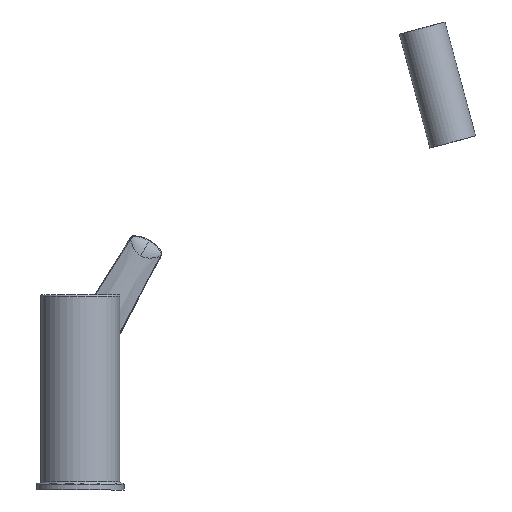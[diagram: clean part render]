
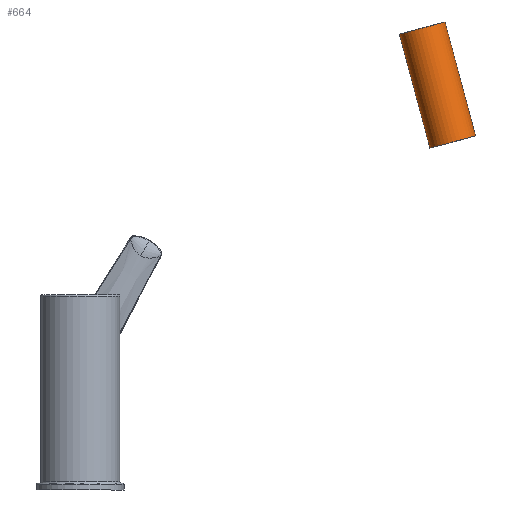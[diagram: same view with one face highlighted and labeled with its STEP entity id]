
A CAD part, front view. The second image highlights one B-rep face of the part: STEP entity #664.
In plain terms, the highlighted cylindrical face has radius 14 mm (diameter 28 mm), a full revolution.
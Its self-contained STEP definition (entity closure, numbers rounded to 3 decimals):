
#72=CYLINDRICAL_SURFACE('',#794,14.);
#190=ORIENTED_EDGE('',*,*,#360,.T.);
#191=ORIENTED_EDGE('',*,*,#359,.T.);
#359=EDGE_CURVE('',#450,#450,#512,.T.);
#360=EDGE_CURVE('',#451,#451,#513,.T.);
#450=VERTEX_POINT('',#1593);
#451=VERTEX_POINT('',#1596);
#512=CIRCLE('',#793,14.);
#513=CIRCLE('',#795,14.);
#548=EDGE_LOOP('',(#190));
#549=EDGE_LOOP('',(#191));
#609=FACE_BOUND('',#548,.T.);
#610=FACE_BOUND('',#549,.T.);
#664=ADVANCED_FACE('',(#609,#610),#72,.T.);
#793=AXIS2_PLACEMENT_3D('',#1592,#869,#870);
#794=AXIS2_PLACEMENT_3D('',#1594,#871,#872);
#795=AXIS2_PLACEMENT_3D('',#1595,#873,#874);
#869=DIRECTION('',(0.259,0.,-0.966));
#870=DIRECTION('',(-0.966,0.,-0.259));
#871=DIRECTION('',(0.259,0.,-0.966));
#872=DIRECTION('',(0.,1.,0.));
#873=DIRECTION('',(-0.259,0.,0.966));
#874=DIRECTION('',(0.966,0.,0.259));
#1592=CARTESIAN_POINT('',(202.964,0.,260.999));
#1593=CARTESIAN_POINT('',(189.441,0.,257.376));
#1594=CARTESIAN_POINT('',(202.959,0.,261.018));
#1595=CARTESIAN_POINT('',(221.071,0.,193.423));
#1596=CARTESIAN_POINT('',(234.594,0.,197.046));
